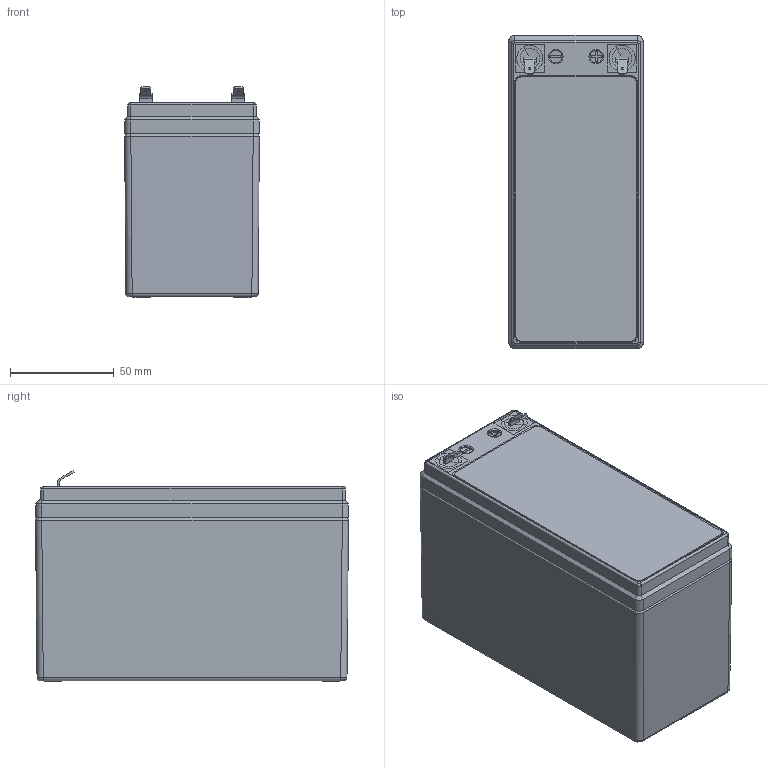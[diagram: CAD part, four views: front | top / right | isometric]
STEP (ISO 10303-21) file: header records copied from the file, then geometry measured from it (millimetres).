
FILE_DESCRIPTION(('CATIA V5 STEP Exchange'),'2;1');
FILE_NAME('Bateria U-power UP7S-12.stp','2016-10-27T11:04:28+00:00',('none'),('none'),'CATIA Version 5 Release 19 GA (IN-10)','CATIA V5 STEP AP203','none');
FILE_SCHEMA(('CONFIG_CONTROL_DESIGN'));
Length unit declared in the file: millimetre
Products named in the file (1): Bateria U-power UP7S-12
Assembly tree (1 placements, depth 2):
  Bateria U-power UP7S-12
    #56
Bounding box: 65 x 151 x 102 mm (x, y, z)
Volume: 900122.7 mm3; surface area: 94756.4 mm2
Topology: 7 solids, 7 shells, 249 faces, 618 edges, 394 vertices
Faces by surface type: plane 149, cylinder 68, bspline 8, torus 8, revolution 8, cone 4, sphere 4
Entity records: 7709 total; most frequent: CARTESIAN_POINT 2050, ORIENTED_EDGE 1236, DIRECTION 955, EDGE_CURVE 618, VECTOR 424, LINE 424, VERTEX_POINT 394, AXIS2_PLACEMENT_3D 334
